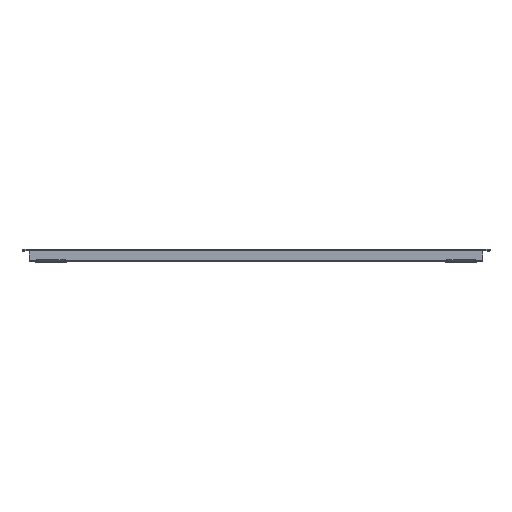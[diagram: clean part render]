
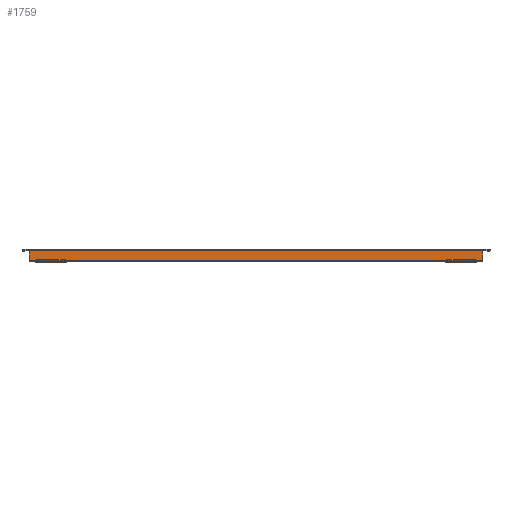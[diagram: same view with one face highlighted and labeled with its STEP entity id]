
A CAD part, top view. The second image highlights one B-rep face of the part: STEP entity #1759.
In plain terms, the highlighted planar face has unit normal (0, 0, 1).
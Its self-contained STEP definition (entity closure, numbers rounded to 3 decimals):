
#70 = CARTESIAN_POINT ( 'NONE',  ( 566., -28.8, 437.507 ) ) ;
#108 = ORIENTED_EDGE ( 'NONE', *, *, #3045, .F. ) ;
#129 = VECTOR ( 'NONE', #4456, 1000. ) ;
#170 = PLANE ( 'NONE',  #2925 ) ;
#305 = DIRECTION ( 'NONE',  ( 0., 0., 1. ) ) ;
#324 = VERTEX_POINT ( 'NONE', #5633 ) ;
#403 = ORIENTED_EDGE ( 'NONE', *, *, #4893, .F. ) ;
#439 = VECTOR ( 'NONE', #4691, 1000. ) ;
#448 = EDGE_CURVE ( 'NONE', #5435, #3843, #3783, .T. ) ;
#478 = ORIENTED_EDGE ( 'NONE', *, *, #2219, .F. ) ;
#556 = VECTOR ( 'NONE', #4752, 1000. ) ;
#630 = ORIENTED_EDGE ( 'NONE', *, *, #3088, .T. ) ;
#729 = CARTESIAN_POINT ( 'NONE',  ( 0., -28.8, 437.507 ) ) ;
#810 = CARTESIAN_POINT ( 'NONE',  ( 486., 434.7, 437.507 ) ) ;
#854 = ORIENTED_EDGE ( 'NONE', *, *, #2465, .F. ) ;
#946 = CARTESIAN_POINT ( 'NONE',  ( 582.5, -25.8, 437.507 ) ) ;
#956 = AXIS2_PLACEMENT_3D ( 'NONE', #2805, #305, #3224 ) ;
#960 = VECTOR ( 'NONE', #4162, 1000. ) ;
#1104 = ORIENTED_EDGE ( 'NONE', *, *, #5972, .T. ) ;
#1113 = VECTOR ( 'NONE', #1783, 1000. ) ;
#1149 = VERTEX_POINT ( 'NONE', #3415 ) ;
#1197 = LINE ( 'NONE', #5786, #3914 ) ;
#1209 = CARTESIAN_POINT ( 'NONE',  ( 486., -28.8, 437.507 ) ) ;
#1240 = CARTESIAN_POINT ( 'NONE',  ( 0., -3., 437.507 ) ) ;
#1273 = DIRECTION ( 'NONE',  ( 0., 0., -1. ) ) ;
#1312 = LINE ( 'NONE', #2280, #439 ) ;
#1330 = CARTESIAN_POINT ( 'NONE',  ( 582.5, 434.7, 437.507 ) ) ;
#1427 = CARTESIAN_POINT ( 'NONE',  ( -566., -28.804, 437.507 ) ) ;
#1439 = CARTESIAN_POINT ( 'NONE',  ( 0., -28.804, 437.507 ) ) ;
#1480 = EDGE_CURVE ( 'NONE', #2413, #2156, #1781, .T. ) ;
#1641 = VERTEX_POINT ( 'NONE', #6070 ) ;
#1667 = DIRECTION ( 'NONE',  ( 0., 1., 0. ) ) ;
#1759 = ADVANCED_FACE ( 'NONE', ( #6136 ), #170, .F. ) ;
#1781 = LINE ( 'NONE', #4767, #3859 ) ;
#1783 = DIRECTION ( 'NONE',  ( -1., 0., 0. ) ) ;
#1816 = LINE ( 'NONE', #4695, #6415 ) ;
#1929 = CARTESIAN_POINT ( 'NONE',  ( -582.5, 434.7, 437.507 ) ) ;
#2156 = VERTEX_POINT ( 'NONE', #1209 ) ;
#2219 = EDGE_CURVE ( 'NONE', #3843, #5457, #5361, .T. ) ;
#2243 = ORIENTED_EDGE ( 'NONE', *, *, #2895, .T. ) ;
#2280 = CARTESIAN_POINT ( 'NONE',  ( 0., -28.804, 437.507 ) ) ;
#2305 = VECTOR ( 'NONE', #3916, 1000. ) ;
#2338 = CARTESIAN_POINT ( 'NONE',  ( -582.5, -25.8, 437.507 ) ) ;
#2388 = EDGE_CURVE ( 'NONE', #5435, #5240, #4664, .T. ) ;
#2413 = VERTEX_POINT ( 'NONE', #4732 ) ;
#2465 = EDGE_CURVE ( 'NONE', #3718, #1641, #1816, .T. ) ;
#2483 = CARTESIAN_POINT ( 'NONE',  ( -486., 434.7, 437.507 ) ) ;
#2573 = EDGE_CURVE ( 'NONE', #6166, #5457, #5774, .T. ) ;
#2694 = DIRECTION ( 'NONE',  ( 0., 0., 1. ) ) ;
#2758 = VECTOR ( 'NONE', #6482, 1000. ) ;
#2805 = CARTESIAN_POINT ( 'NONE',  ( 579.5, -25.8, 437.507 ) ) ;
#2818 = DIRECTION ( 'NONE',  ( 0., 1., 0. ) ) ;
#2836 = DIRECTION ( 'NONE',  ( 0., -1., 0. ) ) ;
#2838 = VECTOR ( 'NONE', #5308, 1000. ) ;
#2895 = EDGE_CURVE ( 'NONE', #3515, #2413, #3424, .T. ) ;
#2925 = AXIS2_PLACEMENT_3D ( 'NONE', #4157, #1273, #1667 ) ;
#3013 = EDGE_CURVE ( 'NONE', #6421, #1641, #1312, .T. ) ;
#3026 = CARTESIAN_POINT ( 'NONE',  ( -582.5, -3., 437.507 ) ) ;
#3045 = EDGE_CURVE ( 'NONE', #6421, #2156, #3767, .T. ) ;
#3088 = EDGE_CURVE ( 'NONE', #5849, #3515, #3380, .T. ) ;
#3170 = CARTESIAN_POINT ( 'NONE',  ( 486., -28.804, 437.507 ) ) ;
#3224 = DIRECTION ( 'NONE',  ( 0., 1., 0. ) ) ;
#3293 = DIRECTION ( 'NONE',  ( 1., 0., 0. ) ) ;
#3380 = LINE ( 'NONE', #1439, #129 ) ;
#3415 = CARTESIAN_POINT ( 'NONE',  ( -566., -28.8, 437.507 ) ) ;
#3424 = LINE ( 'NONE', #2483, #2758 ) ;
#3515 = VERTEX_POINT ( 'NONE', #4314 ) ;
#3718 = VERTEX_POINT ( 'NONE', #70 ) ;
#3767 = LINE ( 'NONE', #810, #960 ) ;
#3783 = LINE ( 'NONE', #1240, #556 ) ;
#3843 = VERTEX_POINT ( 'NONE', #5396 ) ;
#3859 = VECTOR ( 'NONE', #6245, 1000. ) ;
#3877 = EDGE_LOOP ( 'NONE', ( #1104, #630, #2243, #5755, #108, #6481, #854, #403, #4611, #478, #5521, #6215, #5607, #5159 ) ) ;
#3914 = VECTOR ( 'NONE', #3293, 1000. ) ;
#3916 = DIRECTION ( 'NONE',  ( 0., -1., 0. ) ) ;
#4157 = CARTESIAN_POINT ( 'NONE',  ( 0., 434.7, 437.507 ) ) ;
#4162 = DIRECTION ( 'NONE',  ( 0., 1., 0. ) ) ;
#4314 = CARTESIAN_POINT ( 'NONE',  ( -486., -28.804, 437.507 ) ) ;
#4388 = EDGE_CURVE ( 'NONE', #324, #1149, #1197, .T. ) ;
#4456 = DIRECTION ( 'NONE',  ( 1., 0., 0. ) ) ;
#4611 = ORIENTED_EDGE ( 'NONE', *, *, #2573, .T. ) ;
#4664 = LINE ( 'NONE', #1929, #2305 ) ;
#4691 = DIRECTION ( 'NONE',  ( 1., 0., 0. ) ) ;
#4695 = CARTESIAN_POINT ( 'NONE',  ( 566., 434.7, 437.507 ) ) ;
#4731 = LINE ( 'NONE', #729, #1113 ) ;
#4732 = CARTESIAN_POINT ( 'NONE',  ( -486., -28.8, 437.507 ) ) ;
#4752 = DIRECTION ( 'NONE',  ( 1., 0., 0. ) ) ;
#4767 = CARTESIAN_POINT ( 'NONE',  ( 0., -28.8, 437.507 ) ) ;
#4893 = EDGE_CURVE ( 'NONE', #6166, #3718, #4731, .T. ) ;
#5130 = AXIS2_PLACEMENT_3D ( 'NONE', #5208, #2694, #2818 ) ;
#5159 = ORIENTED_EDGE ( 'NONE', *, *, #4388, .T. ) ;
#5183 = CARTESIAN_POINT ( 'NONE',  ( -566., 434.7, 437.507 ) ) ;
#5208 = CARTESIAN_POINT ( 'NONE',  ( -579.5, -25.8, 437.507 ) ) ;
#5240 = VERTEX_POINT ( 'NONE', #2338 ) ;
#5297 = CARTESIAN_POINT ( 'NONE',  ( 579.5, -28.8, 437.507 ) ) ;
#5308 = DIRECTION ( 'NONE',  ( 0., -1., 0. ) ) ;
#5331 = DIRECTION ( 'NONE',  ( 0., -1., 0. ) ) ;
#5361 = LINE ( 'NONE', #1330, #5964 ) ;
#5396 = CARTESIAN_POINT ( 'NONE',  ( 582.5, -3., 437.507 ) ) ;
#5435 = VERTEX_POINT ( 'NONE', #3026 ) ;
#5457 = VERTEX_POINT ( 'NONE', #946 ) ;
#5521 = ORIENTED_EDGE ( 'NONE', *, *, #448, .F. ) ;
#5607 = ORIENTED_EDGE ( 'NONE', *, *, #5655, .T. ) ;
#5633 = CARTESIAN_POINT ( 'NONE',  ( -579.5, -28.8, 437.507 ) ) ;
#5655 = EDGE_CURVE ( 'NONE', #5240, #324, #6397, .T. ) ;
#5707 = LINE ( 'NONE', #5183, #2838 ) ;
#5755 = ORIENTED_EDGE ( 'NONE', *, *, #1480, .T. ) ;
#5774 = CIRCLE ( 'NONE', #956, 3. ) ;
#5786 = CARTESIAN_POINT ( 'NONE',  ( 0., -28.8, 437.507 ) ) ;
#5849 = VERTEX_POINT ( 'NONE', #1427 ) ;
#5964 = VECTOR ( 'NONE', #5331, 1000. ) ;
#5972 = EDGE_CURVE ( 'NONE', #1149, #5849, #5707, .T. ) ;
#6070 = CARTESIAN_POINT ( 'NONE',  ( 566., -28.804, 437.507 ) ) ;
#6136 = FACE_OUTER_BOUND ( 'NONE', #3877, .T. ) ;
#6166 = VERTEX_POINT ( 'NONE', #5297 ) ;
#6215 = ORIENTED_EDGE ( 'NONE', *, *, #2388, .T. ) ;
#6245 = DIRECTION ( 'NONE',  ( 1., 0., 0. ) ) ;
#6397 = CIRCLE ( 'NONE', #5130, 3. ) ;
#6415 = VECTOR ( 'NONE', #2836, 1000. ) ;
#6421 = VERTEX_POINT ( 'NONE', #3170 ) ;
#6481 = ORIENTED_EDGE ( 'NONE', *, *, #3013, .T. ) ;
#6482 = DIRECTION ( 'NONE',  ( 0., 1., 0. ) ) ;
